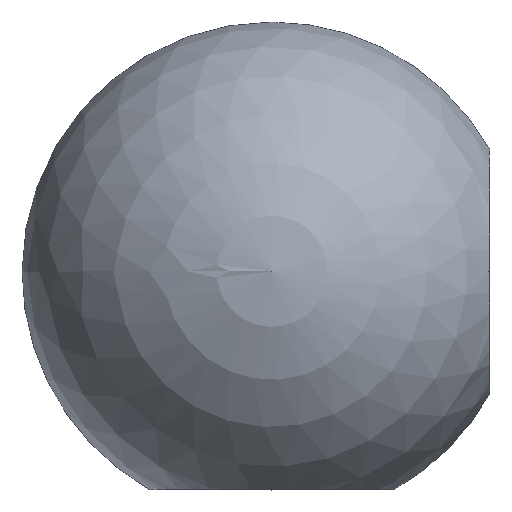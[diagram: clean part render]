
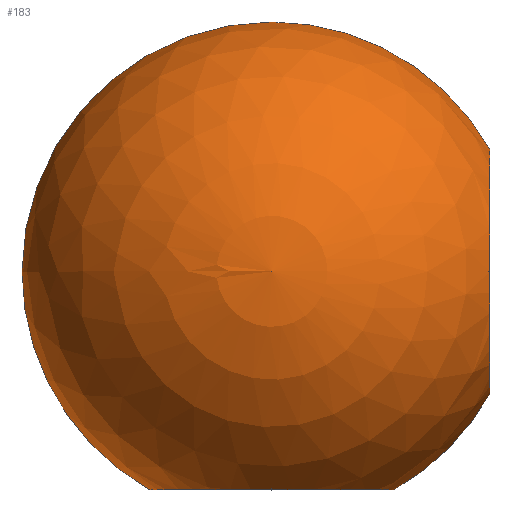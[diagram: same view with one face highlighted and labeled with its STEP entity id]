
A CAD part, top view. The second image highlights one B-rep face of the part: STEP entity #183.
In plain terms, the highlighted spherical face has radius 12.5 mm.
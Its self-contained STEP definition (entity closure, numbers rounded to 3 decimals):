
#1 = CARTESIAN_POINT ( 'NONE',  ( 6.1, 1.589, 0. ) ) ;
#8 = DIRECTION ( 'NONE',  ( 0., 1., 0. ) ) ;
#14 = DIRECTION ( 'NONE',  ( 0., 0., -1. ) ) ;
#22 = SPHERICAL_SURFACE ( 'NONE', #162, 12.5 ) ;
#25 = AXIS2_PLACEMENT_3D ( 'NONE', #284, #8, #254 ) ;
#26 = EDGE_CURVE ( 'NONE', #35, #57, #210, .T. ) ;
#27 = CARTESIAN_POINT ( 'NONE',  ( 0., 12.5, 0. ) ) ;
#28 = CARTESIAN_POINT ( 'NONE',  ( -6.1, 1.589, 0. ) ) ;
#29 = VERTEX_POINT ( 'NONE', #28 ) ;
#35 = VERTEX_POINT ( 'NONE', #171 ) ;
#37 = CARTESIAN_POINT ( 'NONE',  ( 0., 1.589, 6.1 ) ) ;
#41 = ORIENTED_EDGE ( 'NONE', *, *, #258, .F. ) ;
#42 = DIRECTION ( 'NONE',  ( -1., 0., 0. ) ) ;
#53 = CARTESIAN_POINT ( 'NONE',  ( 10.911, 6.4, 0. ) ) ;
#54 = AXIS2_PLACEMENT_3D ( 'NONE', #281, #264, #222 ) ;
#56 = ORIENTED_EDGE ( 'NONE', *, *, #88, .T. ) ;
#57 = VERTEX_POINT ( 'NONE', #156 ) ;
#58 = CARTESIAN_POINT ( 'NONE',  ( 10.911, 12.5, 6.1 ) ) ;
#59 = DIRECTION ( 'NONE',  ( -1., 0., 0. ) ) ;
#74 = AXIS2_PLACEMENT_3D ( 'NONE', #27, #286, #59 ) ;
#76 = EDGE_CURVE ( 'NONE', #244, #155, #218, .T. ) ;
#81 = DIRECTION ( 'NONE',  ( 1., 0., 0. ) ) ;
#88 = EDGE_CURVE ( 'NONE', #161, #93, #239, .T. ) ;
#93 = VERTEX_POINT ( 'NONE', #1 ) ;
#96 = EDGE_CURVE ( 'NONE', #29, #161, #170, .T. ) ;
#108 = CIRCLE ( 'NONE', #74, 12.5 ) ;
#112 = AXIS2_PLACEMENT_3D ( 'NONE', #160, #113, #81 ) ;
#113 = DIRECTION ( 'NONE',  ( 0., 0., 1. ) ) ;
#115 = CIRCLE ( 'NONE', #172, 6.1 ) ;
#121 = DIRECTION ( 'NONE',  ( 0., 0., 1. ) ) ;
#125 = ORIENTED_EDGE ( 'NONE', *, *, #26, .F. ) ;
#149 = EDGE_CURVE ( 'NONE', #35, #29, #195, .T. ) ;
#152 = EDGE_LOOP ( 'NONE', ( #125, #287, #268, #56, #41, #266, #167 ) ) ;
#153 = CARTESIAN_POINT ( 'NONE',  ( 10.911, 12.5, 0. ) ) ;
#155 = VERTEX_POINT ( 'NONE', #53 ) ;
#156 = CARTESIAN_POINT ( 'NONE',  ( 10.911, 18.6, 0. ) ) ;
#160 = CARTESIAN_POINT ( 'NONE',  ( 0., 12.5, 0. ) ) ;
#161 = VERTEX_POINT ( 'NONE', #37 ) ;
#162 = AXIS2_PLACEMENT_3D ( 'NONE', #282, #194, #231 ) ;
#163 = DIRECTION ( 'NONE',  ( 0., 0., 1. ) ) ;
#167 = ORIENTED_EDGE ( 'NONE', *, *, #219, .F. ) ;
#170 = CIRCLE ( 'NONE', #25, 6.1 ) ;
#171 = CARTESIAN_POINT ( 'NONE',  ( 0., 25., 0. ) ) ;
#172 = AXIS2_PLACEMENT_3D ( 'NONE', #153, #256, #121 ) ;
#183 = ADVANCED_FACE ( 'NONE', ( #230 ), #22, .T. ) ;
#194 = DIRECTION ( 'NONE',  ( 0., 0., -1. ) ) ;
#195 = CIRCLE ( 'NONE', #112, 12.5 ) ;
#208 = AXIS2_PLACEMENT_3D ( 'NONE', #280, #14, #42 ) ;
#210 = CIRCLE ( 'NONE', #208, 12.5 ) ;
#211 = AXIS2_PLACEMENT_3D ( 'NONE', #250, #276, #163 ) ;
#218 = CIRCLE ( 'NONE', #54, 6.1 ) ;
#219 = EDGE_CURVE ( 'NONE', #57, #244, #115, .T. ) ;
#222 = DIRECTION ( 'NONE',  ( 0., 0., 1. ) ) ;
#230 = FACE_OUTER_BOUND ( 'NONE', #152, .T. ) ;
#231 = DIRECTION ( 'NONE',  ( -1., 0., 0. ) ) ;
#239 = CIRCLE ( 'NONE', #211, 6.1 ) ;
#244 = VERTEX_POINT ( 'NONE', #58 ) ;
#250 = CARTESIAN_POINT ( 'NONE',  ( 0., 1.589, 0. ) ) ;
#254 = DIRECTION ( 'NONE',  ( 0., 0., 1. ) ) ;
#256 = DIRECTION ( 'NONE',  ( 1., 0., 0. ) ) ;
#258 = EDGE_CURVE ( 'NONE', #155, #93, #108, .T. ) ;
#264 = DIRECTION ( 'NONE',  ( 1., 0., 0. ) ) ;
#266 = ORIENTED_EDGE ( 'NONE', *, *, #76, .F. ) ;
#268 = ORIENTED_EDGE ( 'NONE', *, *, #96, .T. ) ;
#276 = DIRECTION ( 'NONE',  ( 0., 1., 0. ) ) ;
#280 = CARTESIAN_POINT ( 'NONE',  ( 0., 12.5, 0. ) ) ;
#281 = CARTESIAN_POINT ( 'NONE',  ( 10.911, 12.5, 0. ) ) ;
#282 = CARTESIAN_POINT ( 'NONE',  ( 0., 12.5, 0. ) ) ;
#284 = CARTESIAN_POINT ( 'NONE',  ( 0., 1.589, 0. ) ) ;
#286 = DIRECTION ( 'NONE',  ( 0., 0., -1. ) ) ;
#287 = ORIENTED_EDGE ( 'NONE', *, *, #149, .T. ) ;
